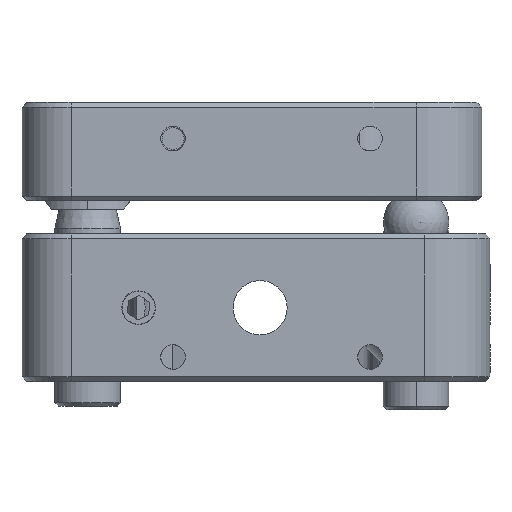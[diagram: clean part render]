
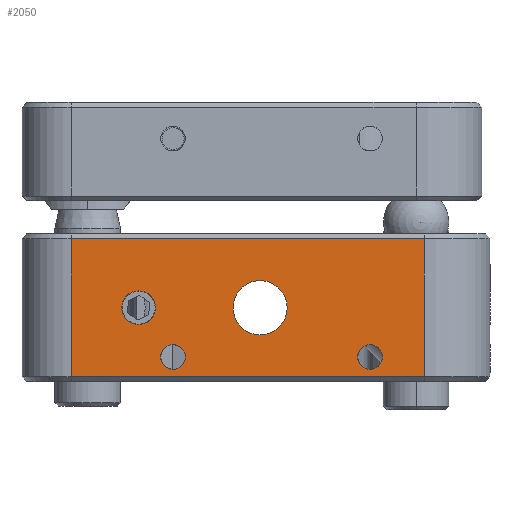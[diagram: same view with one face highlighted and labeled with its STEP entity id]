
A CAD part, front view. The second image highlights one B-rep face of the part: STEP entity #2050.
In plain terms, the highlighted planar face has unit normal (0, -1, 0).
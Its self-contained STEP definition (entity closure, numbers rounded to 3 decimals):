
#92 = DIRECTION ( 'NONE',  ( 0., 0., 1. ) ) ;
#202 = VERTEX_POINT ( 'NONE', #7048 ) ;
#297 = EDGE_CURVE ( 'NONE', #3703, #8607, #7805, .T. ) ;
#312 = AXIS2_PLACEMENT_3D ( 'NONE', #4487, #2783, #10751 ) ;
#502 = EDGE_LOOP ( 'NONE', ( #1986, #9389 ) ) ;
#821 = CIRCLE ( 'NONE', #8243, 0.75 ) ;
#1033 = CARTESIAN_POINT ( 'NONE',  ( -11.5, -14., -8.3 ) ) ;
#1280 = AXIS2_PLACEMENT_3D ( 'NONE', #7893, #7927, #5324 ) ;
#1455 = EDGE_CURVE ( 'NONE', #202, #9643, #8178, .T. ) ;
#1483 = VERTEX_POINT ( 'NONE', #1033 ) ;
#1584 = DIRECTION ( 'NONE',  ( 0., 0., 1. ) ) ;
#1674 = DIRECTION ( 'NONE',  ( 0., -1., 0. ) ) ;
#1700 = CARTESIAN_POINT ( 'NONE',  ( 0., -14., -10.85 ) ) ;
#1777 = CARTESIAN_POINT ( 'NONE',  ( -11.5, -14., -8.3 ) ) ;
#1799 = AXIS2_PLACEMENT_3D ( 'NONE', #7810, #6894, #1584 ) ;
#1986 = ORIENTED_EDGE ( 'NONE', *, *, #9201, .F. ) ;
#2050 = ADVANCED_FACE ( 'NONE', ( #9820, #5429, #7765, #6241, #2220 ), #5160, .F. ) ;
#2057 = DIRECTION ( 'NONE',  ( 0., 0., -1. ) ) ;
#2086 = DIRECTION ( 'NONE',  ( 0., -1., 0. ) ) ;
#2119 = DIRECTION ( 'NONE',  ( 0., 0., 1. ) ) ;
#2220 = FACE_OUTER_BOUND ( 'NONE', #9300, .T. ) ;
#2227 = ORIENTED_EDGE ( 'NONE', *, *, #6831, .F. ) ;
#2633 = CARTESIAN_POINT ( 'NONE',  ( -7.4, -14., -13.525 ) ) ;
#2688 = DIRECTION ( 'NONE',  ( 0., 0., 1. ) ) ;
#2731 = CARTESIAN_POINT ( 'NONE',  ( -7.4, -14., -12.5 ) ) ;
#2783 = DIRECTION ( 'NONE',  ( 0., -1., 0. ) ) ;
#2787 = CARTESIAN_POINT ( 'NONE',  ( -5.3, -14., -16.25 ) ) ;
#2829 = EDGE_CURVE ( 'NONE', #8092, #3703, #8273, .T. ) ;
#2860 = CARTESIAN_POINT ( 'NONE',  ( 10., -14., -16.7 ) ) ;
#2873 = EDGE_LOOP ( 'NONE', ( #5217, #8650 ) ) ;
#3059 = CARTESIAN_POINT ( 'NONE',  ( -5.3, -14., -15.5 ) ) ;
#3226 = ORIENTED_EDGE ( 'NONE', *, *, #8955, .F. ) ;
#3229 = CARTESIAN_POINT ( 'NONE',  ( 0., -14., -14.15 ) ) ;
#3288 = CARTESIAN_POINT ( 'NONE',  ( -5.3, -14., -14.75 ) ) ;
#3306 = ORIENTED_EDGE ( 'NONE', *, *, #2829, .T. ) ;
#3411 = CARTESIAN_POINT ( 'NONE',  ( -7.4, -14., -12.5 ) ) ;
#3476 = CARTESIAN_POINT ( 'NONE',  ( 6.7, -14., -16.25 ) ) ;
#3630 = DIRECTION ( 'NONE',  ( -1., 0., 0. ) ) ;
#3703 = VERTEX_POINT ( 'NONE', #2860 ) ;
#3966 = AXIS2_PLACEMENT_3D ( 'NONE', #3411, #1674, #7856 ) ;
#4151 = EDGE_CURVE ( 'NONE', #9643, #202, #8962, .T. ) ;
#4274 = DIRECTION ( 'NONE',  ( 0., 0., 1. ) ) ;
#4293 = EDGE_CURVE ( 'NONE', #1483, #8092, #10743, .T. ) ;
#4487 = CARTESIAN_POINT ( 'NONE',  ( 0., -14., -12.5 ) ) ;
#4559 = DIRECTION ( 'NONE',  ( 0., -1., 0. ) ) ;
#5160 = PLANE ( 'NONE',  #8478 ) ;
#5217 = ORIENTED_EDGE ( 'NONE', *, *, #1455, .F. ) ;
#5232 = DIRECTION ( 'NONE',  ( 1., 0., 0. ) ) ;
#5257 = VECTOR ( 'NONE', #2057, 1000. ) ;
#5323 = CIRCLE ( 'NONE', #312, 1.65 ) ;
#5324 = DIRECTION ( 'NONE',  ( 0., 0., 1. ) ) ;
#5327 = EDGE_CURVE ( 'NONE', #11105, #10823, #9915, .T. ) ;
#5346 = DIRECTION ( 'NONE',  ( 0., -1., 0. ) ) ;
#5429 = FACE_BOUND ( 'NONE', #502, .T. ) ;
#5465 = VECTOR ( 'NONE', #2688, 1000. ) ;
#5521 = ORIENTED_EDGE ( 'NONE', *, *, #297, .T. ) ;
#5586 = CARTESIAN_POINT ( 'NONE',  ( -11.5, -14., -8. ) ) ;
#5928 = EDGE_CURVE ( 'NONE', #8607, #1483, #8348, .T. ) ;
#6229 = VECTOR ( 'NONE', #5232, 1000. ) ;
#6241 = FACE_BOUND ( 'NONE', #11250, .T. ) ;
#6316 = CARTESIAN_POINT ( 'NONE',  ( 10., -14., -8.3 ) ) ;
#6686 = EDGE_CURVE ( 'NONE', #10949, #7158, #6971, .T. ) ;
#6831 = EDGE_CURVE ( 'NONE', #7158, #10949, #5323, .T. ) ;
#6876 = DIRECTION ( 'NONE',  ( -1., 0., 0. ) ) ;
#6894 = DIRECTION ( 'NONE',  ( 0., -1., 0. ) ) ;
#6971 = CIRCLE ( 'NONE', #10378, 1.65 ) ;
#7048 = CARTESIAN_POINT ( 'NONE',  ( -7.4, -14., -11.475 ) ) ;
#7158 = VERTEX_POINT ( 'NONE', #3229 ) ;
#7269 = EDGE_LOOP ( 'NONE', ( #3226, #10841 ) ) ;
#7591 = CIRCLE ( 'NONE', #1280, 0.75 ) ;
#7765 = FACE_BOUND ( 'NONE', #2873, .T. ) ;
#7805 = LINE ( 'NONE', #8007, #5465 ) ;
#7810 = CARTESIAN_POINT ( 'NONE',  ( -5.3, -14., -15.5 ) ) ;
#7856 = DIRECTION ( 'NONE',  ( 0., 0., 1. ) ) ;
#7857 = AXIS2_PLACEMENT_3D ( 'NONE', #2731, #4559, #92 ) ;
#7877 = CIRCLE ( 'NONE', #10973, 0.75 ) ;
#7893 = CARTESIAN_POINT ( 'NONE',  ( 6.7, -14., -15.5 ) ) ;
#7927 = DIRECTION ( 'NONE',  ( 0., -1., 0. ) ) ;
#8007 = CARTESIAN_POINT ( 'NONE',  ( 10., -14., -8. ) ) ;
#8092 = VERTEX_POINT ( 'NONE', #9904 ) ;
#8178 = CIRCLE ( 'NONE', #3966, 1.025 ) ;
#8239 = ORIENTED_EDGE ( 'NONE', *, *, #6686, .F. ) ;
#8243 = AXIS2_PLACEMENT_3D ( 'NONE', #9469, #9583, #4274 ) ;
#8273 = LINE ( 'NONE', #9679, #6229 ) ;
#8348 = LINE ( 'NONE', #1777, #8501 ) ;
#8478 = AXIS2_PLACEMENT_3D ( 'NONE', #10368, #11289, #6876 ) ;
#8501 = VECTOR ( 'NONE', #3630, 1000. ) ;
#8607 = VERTEX_POINT ( 'NONE', #6316 ) ;
#8650 = ORIENTED_EDGE ( 'NONE', *, *, #4151, .F. ) ;
#8955 = EDGE_CURVE ( 'NONE', #11401, #9525, #821, .T. ) ;
#8962 = CIRCLE ( 'NONE', #7857, 1.025 ) ;
#9047 = EDGE_CURVE ( 'NONE', #9525, #11401, #7591, .T. ) ;
#9201 = EDGE_CURVE ( 'NONE', #10823, #11105, #7877, .T. ) ;
#9300 = EDGE_LOOP ( 'NONE', ( #11400, #3306, #5521, #11312 ) ) ;
#9389 = ORIENTED_EDGE ( 'NONE', *, *, #5327, .F. ) ;
#9469 = CARTESIAN_POINT ( 'NONE',  ( 6.7, -14., -15.5 ) ) ;
#9525 = VERTEX_POINT ( 'NONE', #3476 ) ;
#9583 = DIRECTION ( 'NONE',  ( 0., -1., 0. ) ) ;
#9599 = CARTESIAN_POINT ( 'NONE',  ( 6.7, -14., -14.75 ) ) ;
#9643 = VERTEX_POINT ( 'NONE', #2633 ) ;
#9679 = CARTESIAN_POINT ( 'NONE',  ( -14.5, -14., -16.7 ) ) ;
#9820 = FACE_BOUND ( 'NONE', #7269, .T. ) ;
#9904 = CARTESIAN_POINT ( 'NONE',  ( -11.5, -14., -16.7 ) ) ;
#9915 = CIRCLE ( 'NONE', #1799, 0.75 ) ;
#10368 = CARTESIAN_POINT ( 'NONE',  ( -14.5, -14., -8. ) ) ;
#10378 = AXIS2_PLACEMENT_3D ( 'NONE', #10562, #5346, #11334 ) ;
#10562 = CARTESIAN_POINT ( 'NONE',  ( 0., -14., -12.5 ) ) ;
#10743 = LINE ( 'NONE', #5586, #5257 ) ;
#10751 = DIRECTION ( 'NONE',  ( 0., 0., 1. ) ) ;
#10823 = VERTEX_POINT ( 'NONE', #3288 ) ;
#10841 = ORIENTED_EDGE ( 'NONE', *, *, #9047, .F. ) ;
#10949 = VERTEX_POINT ( 'NONE', #1700 ) ;
#10973 = AXIS2_PLACEMENT_3D ( 'NONE', #3059, #2086, #2119 ) ;
#11105 = VERTEX_POINT ( 'NONE', #2787 ) ;
#11250 = EDGE_LOOP ( 'NONE', ( #8239, #2227 ) ) ;
#11289 = DIRECTION ( 'NONE',  ( 0., 1., 0. ) ) ;
#11312 = ORIENTED_EDGE ( 'NONE', *, *, #5928, .T. ) ;
#11334 = DIRECTION ( 'NONE',  ( 0., 0., 1. ) ) ;
#11400 = ORIENTED_EDGE ( 'NONE', *, *, #4293, .T. ) ;
#11401 = VERTEX_POINT ( 'NONE', #9599 ) ;
